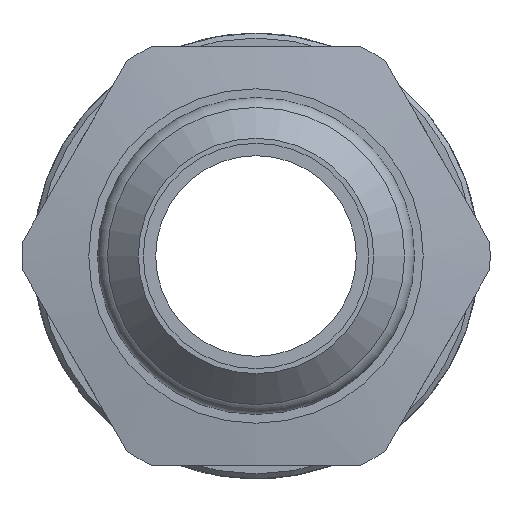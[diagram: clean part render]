
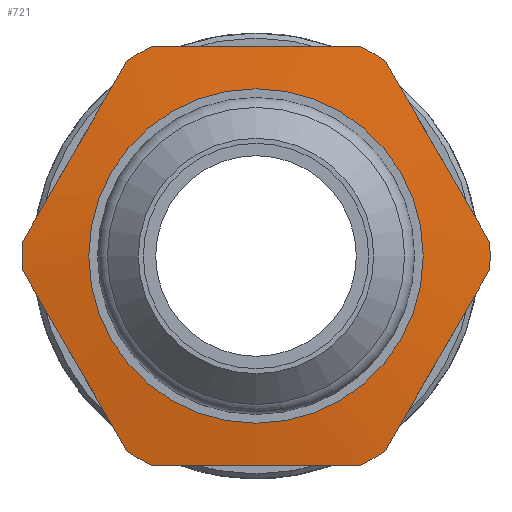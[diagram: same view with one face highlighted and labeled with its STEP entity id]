
A CAD part, front view. The second image highlights one B-rep face of the part: STEP entity #721.
In plain terms, the highlighted conical face has half-angle 82 degrees and reference radius 6.75 mm.
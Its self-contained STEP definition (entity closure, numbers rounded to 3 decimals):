
#47=(
BOUNDED_CURVE()
B_SPLINE_CURVE(2,(#1337,#1338,#1339),.UNSPECIFIED.,.F.,.F.)
B_SPLINE_CURVE_WITH_KNOTS((3,3),(2.579,4.762),
 .UNSPECIFIED.)
CURVE()
GEOMETRIC_REPRESENTATION_ITEM()
RATIONAL_B_SPLINE_CURVE((2.564,2.868,2.564))
REPRESENTATION_ITEM('')
);
#48=(
BOUNDED_CURVE()
B_SPLINE_CURVE(2,(#1343,#1344,#1345),.UNSPECIFIED.,.F.,.F.)
B_SPLINE_CURVE_WITH_KNOTS((3,3),(-4.762,-2.579),
 .UNSPECIFIED.)
CURVE()
GEOMETRIC_REPRESENTATION_ITEM()
RATIONAL_B_SPLINE_CURVE((2.564,2.868,2.564))
REPRESENTATION_ITEM('')
);
#49=(
BOUNDED_CURVE()
B_SPLINE_CURVE(2,(#1349,#1350,#1351),.UNSPECIFIED.,.F.,.F.)
B_SPLINE_CURVE_WITH_KNOTS((3,3),(-4.762,-2.579),
 .UNSPECIFIED.)
CURVE()
GEOMETRIC_REPRESENTATION_ITEM()
RATIONAL_B_SPLINE_CURVE((2.564,2.868,2.564))
REPRESENTATION_ITEM('')
);
#50=(
BOUNDED_CURVE()
B_SPLINE_CURVE(2,(#1355,#1356,#1357),.UNSPECIFIED.,.F.,.F.)
B_SPLINE_CURVE_WITH_KNOTS((3,3),(-4.762,-2.579),
 .UNSPECIFIED.)
CURVE()
GEOMETRIC_REPRESENTATION_ITEM()
RATIONAL_B_SPLINE_CURVE((2.564,2.868,2.564))
REPRESENTATION_ITEM('')
);
#51=(
BOUNDED_CURVE()
B_SPLINE_CURVE(2,(#1361,#1362,#1363),.UNSPECIFIED.,.F.,.F.)
B_SPLINE_CURVE_WITH_KNOTS((3,3),(2.579,4.762),
 .UNSPECIFIED.)
CURVE()
GEOMETRIC_REPRESENTATION_ITEM()
RATIONAL_B_SPLINE_CURVE((2.564,2.868,2.564))
REPRESENTATION_ITEM('')
);
#52=(
BOUNDED_CURVE()
B_SPLINE_CURVE(2,(#1367,#1368,#1369),.UNSPECIFIED.,.F.,.F.)
B_SPLINE_CURVE_WITH_KNOTS((3,3),(2.579,4.762),
 .UNSPECIFIED.)
CURVE()
GEOMETRIC_REPRESENTATION_ITEM()
RATIONAL_B_SPLINE_CURVE((2.564,2.868,2.564))
REPRESENTATION_ITEM('')
);
#63=CONICAL_SURFACE('',#809,6.75,1.431);
#156=FACE_BOUND('',#238,.T.);
#178=FACE_OUTER_BOUND('',#237,.T.);
#237=EDGE_LOOP('',(#548));
#238=EDGE_LOOP('',(#549,#550,#551,#552,#553,#554,#555,#556,#557,#558,#559,
#560));
#307=CIRCLE('',#810,6.75);
#308=CIRCLE('',#811,9.45);
#309=CIRCLE('',#812,9.45);
#310=CIRCLE('',#813,9.45);
#311=CIRCLE('',#814,9.45);
#312=CIRCLE('',#815,9.45);
#313=CIRCLE('',#816,9.45);
#369=VERTEX_POINT('',#1333);
#370=VERTEX_POINT('',#1335);
#371=VERTEX_POINT('',#1336);
#372=VERTEX_POINT('',#1340);
#373=VERTEX_POINT('',#1342);
#374=VERTEX_POINT('',#1346);
#375=VERTEX_POINT('',#1348);
#376=VERTEX_POINT('',#1352);
#377=VERTEX_POINT('',#1354);
#378=VERTEX_POINT('',#1358);
#379=VERTEX_POINT('',#1360);
#380=VERTEX_POINT('',#1364);
#381=VERTEX_POINT('',#1366);
#443=EDGE_CURVE('',#369,#369,#307,.T.);
#444=EDGE_CURVE('',#370,#371,#47,.F.);
#445=EDGE_CURVE('',#371,#372,#308,.T.);
#446=EDGE_CURVE('',#372,#373,#48,.T.);
#447=EDGE_CURVE('',#373,#374,#309,.T.);
#448=EDGE_CURVE('',#374,#375,#49,.T.);
#449=EDGE_CURVE('',#375,#376,#310,.T.);
#450=EDGE_CURVE('',#376,#377,#50,.T.);
#451=EDGE_CURVE('',#377,#378,#311,.T.);
#452=EDGE_CURVE('',#378,#379,#51,.T.);
#453=EDGE_CURVE('',#379,#380,#312,.T.);
#454=EDGE_CURVE('',#380,#381,#52,.T.);
#455=EDGE_CURVE('',#381,#370,#313,.T.);
#548=ORIENTED_EDGE('',*,*,#443,.F.);
#549=ORIENTED_EDGE('',*,*,#444,.T.);
#550=ORIENTED_EDGE('',*,*,#445,.T.);
#551=ORIENTED_EDGE('',*,*,#446,.T.);
#552=ORIENTED_EDGE('',*,*,#447,.T.);
#553=ORIENTED_EDGE('',*,*,#448,.T.);
#554=ORIENTED_EDGE('',*,*,#449,.T.);
#555=ORIENTED_EDGE('',*,*,#450,.T.);
#556=ORIENTED_EDGE('',*,*,#451,.T.);
#557=ORIENTED_EDGE('',*,*,#452,.T.);
#558=ORIENTED_EDGE('',*,*,#453,.T.);
#559=ORIENTED_EDGE('',*,*,#454,.T.);
#560=ORIENTED_EDGE('',*,*,#455,.T.);
#721=ADVANCED_FACE('',(#178,#156),#63,.T.);
#809=AXIS2_PLACEMENT_3D('',#1332,#960,#961);
#810=AXIS2_PLACEMENT_3D('',#1334,#962,#963);
#811=AXIS2_PLACEMENT_3D('',#1341,#964,#965);
#812=AXIS2_PLACEMENT_3D('',#1347,#966,#967);
#813=AXIS2_PLACEMENT_3D('',#1353,#968,#969);
#814=AXIS2_PLACEMENT_3D('',#1359,#970,#971);
#815=AXIS2_PLACEMENT_3D('',#1365,#972,#973);
#816=AXIS2_PLACEMENT_3D('',#1370,#974,#975);
#960=DIRECTION('center_axis',(0.,1.,0.));
#961=DIRECTION('ref_axis',(0.,0.,1.));
#962=DIRECTION('center_axis',(0.,-1.,0.));
#963=DIRECTION('ref_axis',(0.,0.,-1.));
#964=DIRECTION('center_axis',(0.,-1.,0.));
#965=DIRECTION('ref_axis',(0.,0.,-1.));
#966=DIRECTION('center_axis',(0.,-1.,0.));
#967=DIRECTION('ref_axis',(0.,0.,-1.));
#968=DIRECTION('center_axis',(0.,-1.,0.));
#969=DIRECTION('ref_axis',(0.,0.,-1.));
#970=DIRECTION('center_axis',(0.,-1.,0.));
#971=DIRECTION('ref_axis',(0.,0.,-1.));
#972=DIRECTION('center_axis',(0.,-1.,0.));
#973=DIRECTION('ref_axis',(0.,0.,-1.));
#974=DIRECTION('center_axis',(0.,-1.,0.));
#975=DIRECTION('ref_axis',(0.,0.,-1.));
#1332=CARTESIAN_POINT('Origin',(0.,6.5,0.));
#1333=CARTESIAN_POINT('',(0.,6.5,6.75));
#1334=CARTESIAN_POINT('Origin',(0.,6.5,0.));
#1335=CARTESIAN_POINT('',(4.231,6.879,8.45));
#1336=CARTESIAN_POINT('',(-4.231,6.879,8.45));
#1337=CARTESIAN_POINT('Ctrl Pts',(-4.231,6.879,8.45));
#1338=CARTESIAN_POINT('Ctrl Pts',(0.,6.613,
8.45));
#1339=CARTESIAN_POINT('Ctrl Pts',(4.231,6.879,8.45));
#1340=CARTESIAN_POINT('',(-5.202,6.879,7.889));
#1341=CARTESIAN_POINT('Origin',(0.,6.879,0.));
#1342=CARTESIAN_POINT('',(-9.433,6.879,0.561));
#1343=CARTESIAN_POINT('Ctrl Pts',(-5.202,6.879,7.889));
#1344=CARTESIAN_POINT('Ctrl Pts',(-7.318,6.613,4.225));
#1345=CARTESIAN_POINT('Ctrl Pts',(-9.433,6.879,0.561));
#1346=CARTESIAN_POINT('',(-9.433,6.879,-0.561));
#1347=CARTESIAN_POINT('Origin',(0.,6.879,0.));
#1348=CARTESIAN_POINT('',(-5.202,6.879,-7.889));
#1349=CARTESIAN_POINT('Ctrl Pts',(-9.433,6.879,-0.561));
#1350=CARTESIAN_POINT('Ctrl Pts',(-7.318,6.613,-4.225));
#1351=CARTESIAN_POINT('Ctrl Pts',(-5.202,6.879,-7.889));
#1352=CARTESIAN_POINT('',(-4.231,6.879,-8.45));
#1353=CARTESIAN_POINT('Origin',(0.,6.879,0.));
#1354=CARTESIAN_POINT('',(4.231,6.879,-8.45));
#1355=CARTESIAN_POINT('Ctrl Pts',(-4.231,6.879,-8.45));
#1356=CARTESIAN_POINT('Ctrl Pts',(0.,6.613,
-8.45));
#1357=CARTESIAN_POINT('Ctrl Pts',(4.231,6.879,-8.45));
#1358=CARTESIAN_POINT('',(5.202,6.879,-7.889));
#1359=CARTESIAN_POINT('Origin',(0.,6.879,0.));
#1360=CARTESIAN_POINT('',(9.433,6.879,-0.561));
#1361=CARTESIAN_POINT('Ctrl Pts',(5.202,6.879,-7.889));
#1362=CARTESIAN_POINT('Ctrl Pts',(7.318,6.613,-4.225));
#1363=CARTESIAN_POINT('Ctrl Pts',(9.433,6.879,-0.561));
#1364=CARTESIAN_POINT('',(9.433,6.879,0.561));
#1365=CARTESIAN_POINT('Origin',(0.,6.879,0.));
#1366=CARTESIAN_POINT('',(5.202,6.879,7.889));
#1367=CARTESIAN_POINT('Ctrl Pts',(9.433,6.879,0.561));
#1368=CARTESIAN_POINT('Ctrl Pts',(7.318,6.613,4.225));
#1369=CARTESIAN_POINT('Ctrl Pts',(5.202,6.879,7.889));
#1370=CARTESIAN_POINT('Origin',(0.,6.879,0.));
